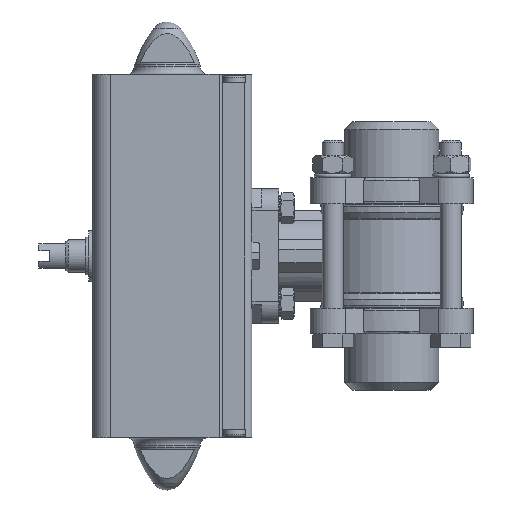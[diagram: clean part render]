
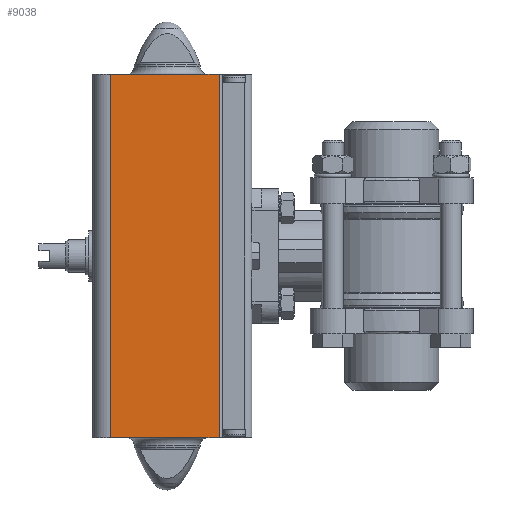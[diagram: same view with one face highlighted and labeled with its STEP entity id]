
A CAD part, left-side view. The second image highlights one B-rep face of the part: STEP entity #9038.
In plain terms, the highlighted planar face has unit normal (-1, 0, 0).
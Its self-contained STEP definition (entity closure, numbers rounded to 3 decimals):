
#2408=ORIENTED_EDGE('',*,*,#4124,.T.);
#2409=ORIENTED_EDGE('',*,*,#4125,.F.);
#2410=ORIENTED_EDGE('',*,*,#4126,.F.);
#2411=ORIENTED_EDGE('',*,*,#4127,.T.);
#4124=EDGE_CURVE('',#5116,#5117,#5843,.T.);
#4125=EDGE_CURVE('',#5118,#5117,#5844,.T.);
#4126=EDGE_CURVE('',#5119,#5118,#5845,.T.);
#4127=EDGE_CURVE('',#5119,#5116,#5846,.T.);
#5116=VERTEX_POINT('',#15315);
#5117=VERTEX_POINT('',#15316);
#5118=VERTEX_POINT('',#15318);
#5119=VERTEX_POINT('',#15320);
#5843=LINE('',#15314,#6520);
#5844=LINE('',#15317,#6521);
#5845=LINE('',#15319,#6522);
#5846=LINE('',#15321,#6523);
#6520=VECTOR('',#11944,1000.);
#6521=VECTOR('',#11945,1000.);
#6522=VECTOR('',#11946,1000.);
#6523=VECTOR('',#11947,1000.);
#7228=EDGE_LOOP('',(#2408,#2409,#2410,#2411));
#8025=FACE_BOUND('',#7228,.T.);
#8587=PLANE('',#9938);
#9038=ADVANCED_FACE('',(#8025),#8587,.F.);
#9938=AXIS2_PLACEMENT_3D('',#15313,#11942,#11943);
#11942=DIRECTION('',(1.,0.,0.));
#11943=DIRECTION('',(0.,0.,-1.));
#11944=DIRECTION('',(0.,-1.,0.));
#11945=DIRECTION('',(0.,0.,-1.));
#11946=DIRECTION('',(0.,-1.,0.));
#11947=DIRECTION('',(0.,0.,-1.));
#15313=CARTESIAN_POINT('',(-27.7,21.2,67.5));
#15314=CARTESIAN_POINT('',(-27.7,21.2,-67.5));
#15315=CARTESIAN_POINT('',(-27.7,21.2,-67.5));
#15316=CARTESIAN_POINT('',(-27.7,-19.3,-67.5));
#15317=CARTESIAN_POINT('',(-27.7,-19.3,67.5));
#15318=CARTESIAN_POINT('',(-27.7,-19.3,67.5));
#15319=CARTESIAN_POINT('',(-27.7,21.2,67.5));
#15320=CARTESIAN_POINT('',(-27.7,21.2,67.5));
#15321=CARTESIAN_POINT('',(-27.7,21.2,67.5));
